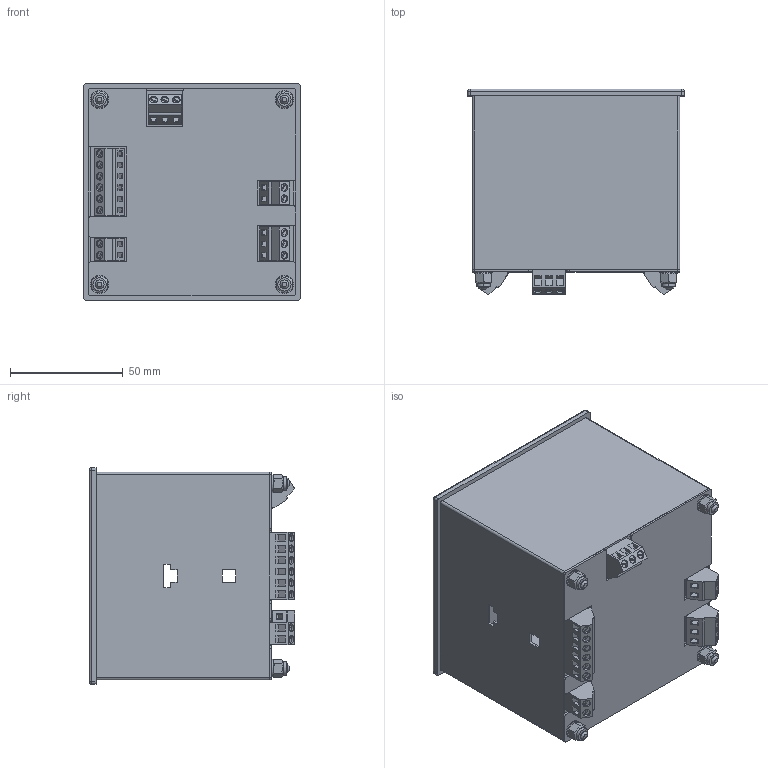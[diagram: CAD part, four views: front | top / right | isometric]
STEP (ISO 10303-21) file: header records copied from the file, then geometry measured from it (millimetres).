
FILE_DESCRIPTION(('TFLEX Exchange Step'),'2;1');
FILE_NAME('3D-модель прибора M16M6.stp', '2021-07-27T17:52:37+05:00',('Пользователь'),('Unknown organisation'),'TFLEX Exchange 2019.1','T-FLEX CAD','Unknown authorisation');
FILE_SCHEMA( ('AUTOMOTIVE_DESIGN { 1 0 10303 214 1 1 1 1 }') );
Length unit declared in the file: millimetre
Products named in the file (15): Клемма:7; Клемма; Клемма:3; USB; Клемма кр:4; Клемма кр; Клемма:4; <Гайки стопорные>Гайка ГОСТ Р 50273-92; <Шайбы>Шайба ГОСТ 10450-78; <Шпильки>Шпилька ГОСТ 22038-76; Этикетка; Корпус; _M16M6
Assembly tree (34 placements, depth 3):
  _M16M6
    Клемма
      Клемма:7  x6
    Клемма  x2
      Клемма:3
    USB
    Клемма кр
      Клемма кр:4  x3
    Клемма
      Клемма:4  x3
    <Гайки стопорные>Гайка ГОСТ Р 50273-92  x4
    <Шайбы>Шайба ГОСТ 10450-78  x4
    <Шпильки>Шпилька ГОСТ 22038-76  x4
    Этикетка
    Корпус
Bounding box: 96 x 91.13 x 96 mm (x, y, z)
Volume: 79873.2 mm3; surface area: 133534.1 mm2
Topology: 50 solids, 50 shells, 992 faces, 2425 edges, 1574 vertices
Faces by surface type: plane 805, cylinder 155, cone 28, sphere 4
Full cylindrical faces by diameter (mm): 3.242 x4, 3.5 x32
Entity records: 23636 total; most frequent: CARTESIAN_POINT 4189, DIRECTION 3901, ORIENTED_EDGE 3872, EDGE_CURVE 1936, VECTOR 1591, LINE 1591, VERTEX_POINT 1263, AXIS2_PLACEMENT_3D 1155
